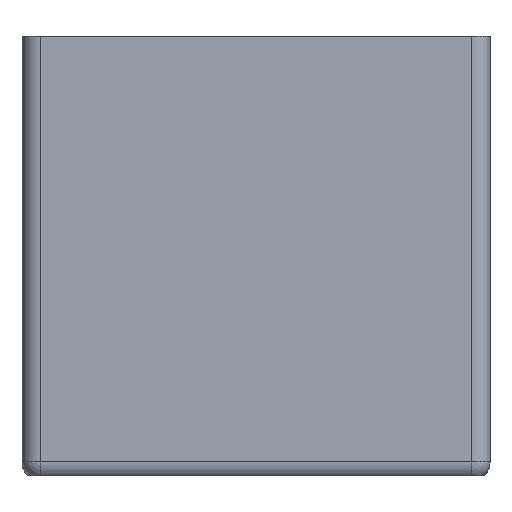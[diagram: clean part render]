
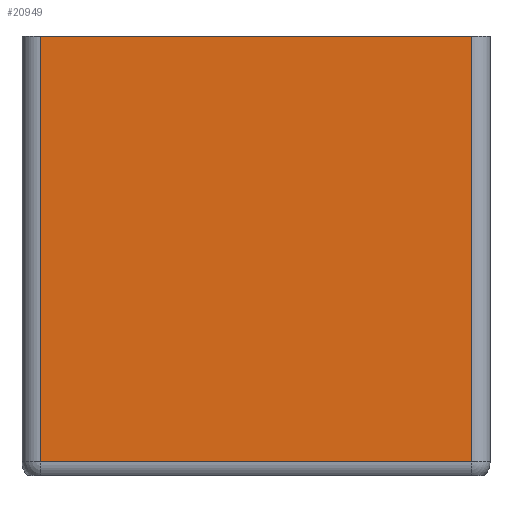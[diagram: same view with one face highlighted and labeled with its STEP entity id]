
A CAD part, top view. The second image highlights one B-rep face of the part: STEP entity #20949.
In plain terms, the highlighted planar face has unit normal (0, 0, 1).
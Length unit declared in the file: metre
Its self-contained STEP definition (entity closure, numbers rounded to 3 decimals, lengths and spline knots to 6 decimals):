
#1531=LINE('',#30587,#3699);
#1532=LINE('',#30590,#3700);
#1533=LINE('',#30592,#3701);
#1534=LINE('',#30594,#3702);
#3699=VECTOR('',#24415,1.);
#3700=VECTOR('',#24416,1.);
#3701=VECTOR('',#24417,1.);
#3702=VECTOR('',#24418,1.);
#6244=ORIENTED_EDGE('',*,*,#12673,.T.);
#6245=ORIENTED_EDGE('',*,*,#12674,.T.);
#6246=ORIENTED_EDGE('',*,*,#12675,.T.);
#6247=ORIENTED_EDGE('',*,*,#12676,.F.);
#12673=EDGE_CURVE('',#15886,#15887,#1531,.F.);
#12674=EDGE_CURVE('',#15887,#15888,#1532,.F.);
#12675=EDGE_CURVE('',#15888,#15889,#1533,.T.);
#12676=EDGE_CURVE('',#15886,#15889,#1534,.T.);
#15886=VERTEX_POINT('',#30588);
#15887=VERTEX_POINT('',#30589);
#15888=VERTEX_POINT('',#30591);
#15889=VERTEX_POINT('',#30593);
#17805=EDGE_LOOP('',(#6244,#6245,#6246,#6247));
#19091=FACE_BOUND('',#17805,.T.);
#20302=PLANE('',#22328);
#20949=ADVANCED_FACE('',(#19091),#20302,.T.);
#22328=AXIS2_PLACEMENT_3D('',#30586,#24413,#24414);
#24413=DIRECTION('',(0.,0.,1.));
#24414=DIRECTION('',(1.,0.,0.));
#24415=DIRECTION('',(0.,1.,0.));
#24416=DIRECTION('',(-1.,0.,0.));
#24417=DIRECTION('',(0.,1.,0.));
#24418=DIRECTION('',(1.,0.,0.));
#30586=CARTESIAN_POINT('',(0.,-0.003,0.045));
#30587=CARTESIAN_POINT('',(-0.0575,-0.003,0.045));
#30588=CARTESIAN_POINT('',(-0.0575,0.1143,0.045));
#30589=CARTESIAN_POINT('',(-0.0575,0.000571,0.045));
#30590=CARTESIAN_POINT('',(0.,0.000571,0.045));
#30591=CARTESIAN_POINT('',(0.0575,0.000571,0.045));
#30592=CARTESIAN_POINT('',(0.0575,-0.003,0.045));
#30593=CARTESIAN_POINT('',(0.0575,0.1143,0.045));
#30594=CARTESIAN_POINT('',(0.,0.1143,0.045));
